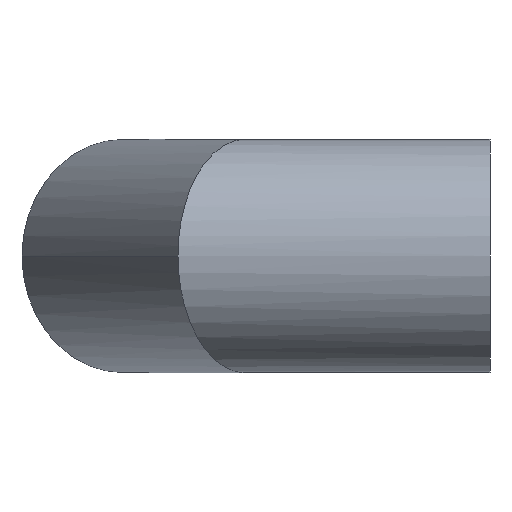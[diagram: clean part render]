
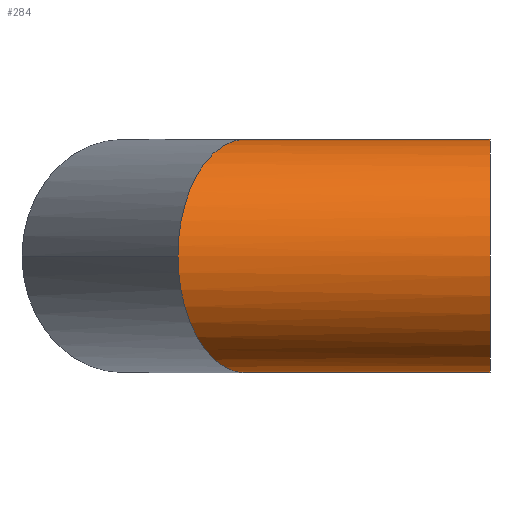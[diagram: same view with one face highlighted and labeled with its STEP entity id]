
A CAD part, left-side view. The second image highlights one B-rep face of the part: STEP entity #284.
In plain terms, the highlighted cylindrical face has radius 80 mm (diameter 160 mm), a partial arc.
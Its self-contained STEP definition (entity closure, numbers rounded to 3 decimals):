
#1 = AXIS2_PLACEMENT_3D ( 'NONE', #277, #122, #367 ) ;
#9 = ORIENTED_EDGE ( 'NONE', *, *, #353, .T. ) ;
#24 = VECTOR ( 'NONE', #272, 1000. ) ;
#52 = DIRECTION ( 'NONE',  ( 0., 1., 0. ) ) ;
#56 = DIRECTION ( 'NONE',  ( 0., 1., 0. ) ) ;
#57 = VECTOR ( 'NONE', #52, 1000. ) ;
#59 = CARTESIAN_POINT ( 'NONE',  ( -80., 214.188, 0. ) ) ;
#87 = LINE ( 'NONE', #364, #57 ) ;
#95 = CARTESIAN_POINT ( 'NONE',  ( 0., 168., -80. ) ) ;
#109 = VERTEX_POINT ( 'NONE', #334 ) ;
#116 = CARTESIAN_POINT ( 'NONE',  ( -46.863, 195.056, 80. ) ) ;
#121 = ORIENTED_EDGE ( 'NONE', *, *, #138, .F. ) ;
#122 = DIRECTION ( 'NONE',  ( 0., 1., 0. ) ) ;
#138 = EDGE_CURVE ( 'NONE', #377, #153, #238, .T. ) ;
#150 = CARTESIAN_POINT ( 'NONE',  ( -80., 214.188, -46.863 ) ) ;
#152 = CYLINDRICAL_SURFACE ( 'NONE', #1, 80. ) ;
#153 = VERTEX_POINT ( 'NONE', #95 ) ;
#172 =( BOUNDED_CURVE ( )  B_SPLINE_CURVE ( 3, ( #244, #116, #361, #387 ),
 .UNSPECIFIED., .F., .T. ) 
 B_SPLINE_CURVE_WITH_KNOTS ( ( 4, 4 ),
 ( 4.712, 6.283 ),
 .UNSPECIFIED. ) 
 CURVE ( )  GEOMETRIC_REPRESENTATION_ITEM ( )  RATIONAL_B_SPLINE_CURVE ( ( 1., 0.805, 0.805, 1. ) ) 
 REPRESENTATION_ITEM ( '' )  );
#178 = CARTESIAN_POINT ( 'NONE',  ( 0., 0., -80. ) ) ;
#180 = CARTESIAN_POINT ( 'NONE',  ( 0., 0., -80. ) ) ;
#184 = CARTESIAN_POINT ( 'NONE',  ( 0., 168., 80. ) ) ;
#187 = VERTEX_POINT ( 'NONE', #365 ) ;
#207 = CARTESIAN_POINT ( 'NONE',  ( 0., 0., 0. ) ) ;
#216 = DIRECTION ( 'NONE',  ( 0., 0., 1. ) ) ;
#226 = EDGE_CURVE ( 'NONE', #187, #153, #229, .T. ) ;
#229 =( BOUNDED_CURVE ( )  B_SPLINE_CURVE ( 3, ( #59, #150, #330, #320 ),
 .UNSPECIFIED., .F., .T. ) 
 B_SPLINE_CURVE_WITH_KNOTS ( ( 4, 4 ),
 ( 0., 1.571 ),
 .UNSPECIFIED. ) 
 CURVE ( )  GEOMETRIC_REPRESENTATION_ITEM ( )  RATIONAL_B_SPLINE_CURVE ( ( 1., 0.805, 0.805, 1. ) ) 
 REPRESENTATION_ITEM ( '' )  );
#237 = CIRCLE ( 'NONE', #359, 80. ) ;
#238 = LINE ( 'NONE', #178, #24 ) ;
#241 = EDGE_CURVE ( 'NONE', #377, #109, #237, .T. ) ;
#244 = CARTESIAN_POINT ( 'NONE',  ( 0., 168., 80. ) ) ;
#246 = ORIENTED_EDGE ( 'NONE', *, *, #241, .T. ) ;
#254 = ORIENTED_EDGE ( 'NONE', *, *, #226, .T. ) ;
#272 = DIRECTION ( 'NONE',  ( 0., 1., 0. ) ) ;
#277 = CARTESIAN_POINT ( 'NONE',  ( 0., 0., 0. ) ) ;
#283 = VERTEX_POINT ( 'NONE', #184 ) ;
#284 = ADVANCED_FACE ( 'NONE', ( #362 ), #152, .T. ) ;
#320 = CARTESIAN_POINT ( 'NONE',  ( 0., 168., -80. ) ) ;
#330 = CARTESIAN_POINT ( 'NONE',  ( -46.863, 195.056, -80. ) ) ;
#334 = CARTESIAN_POINT ( 'NONE',  ( 0., 0., 80. ) ) ;
#349 = EDGE_CURVE ( 'NONE', #109, #283, #87, .T. ) ;
#352 = EDGE_LOOP ( 'NONE', ( #121, #246, #374, #9, #254 ) ) ;
#353 = EDGE_CURVE ( 'NONE', #283, #187, #172, .T. ) ;
#359 = AXIS2_PLACEMENT_3D ( 'NONE', #207, #56, #216 ) ;
#361 = CARTESIAN_POINT ( 'NONE',  ( -80., 214.188, 46.863 ) ) ;
#362 = FACE_OUTER_BOUND ( 'NONE', #352, .T. ) ;
#364 = CARTESIAN_POINT ( 'NONE',  ( 0., 0., 80. ) ) ;
#365 = CARTESIAN_POINT ( 'NONE',  ( -80., 214.188, 0. ) ) ;
#367 = DIRECTION ( 'NONE',  ( 0., 0., 1. ) ) ;
#374 = ORIENTED_EDGE ( 'NONE', *, *, #349, .T. ) ;
#377 = VERTEX_POINT ( 'NONE', #180 ) ;
#387 = CARTESIAN_POINT ( 'NONE',  ( -80., 214.188, 0. ) ) ;
